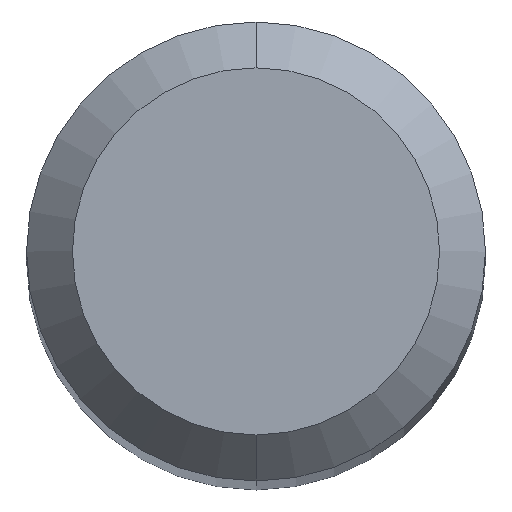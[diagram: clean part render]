
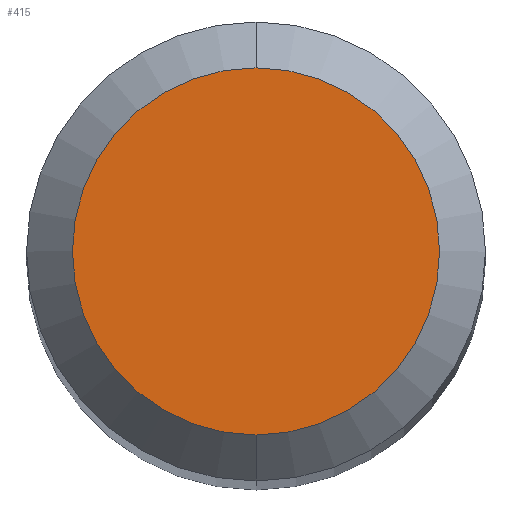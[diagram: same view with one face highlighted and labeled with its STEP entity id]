
A CAD part, top view. The second image highlights one B-rep face of the part: STEP entity #415.
In plain terms, the highlighted planar face has unit normal (0, 0, 1).
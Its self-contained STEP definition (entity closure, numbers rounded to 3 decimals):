
#187=VERTEX_POINT('',#496);
#211=VERTEX_POINT('',#521);
#221=EDGE_CURVE('',#211,#187,#531,.T.);
#401=EDGE_CURVE('',#187,#211,#730,.T.);
#415=ADVANCED_FACE('',(#745),#746,.T.);
#496=CARTESIAN_POINT('',(0.0,1.2,0.0));
#521=CARTESIAN_POINT('',(0.,-1.2,0.0));
#531=CIRCLE('',#910,1.2);
#730=CIRCLE('',#1308,1.2);
#745=FACE_OUTER_BOUND('',#1328,.T.);
#746=PLANE('',#1329);
#910=AXIS2_PLACEMENT_3D('',#1488,#1489,#1490);
#1308=AXIS2_PLACEMENT_3D('',#1723,#1724,#1725);
#1328=EDGE_LOOP('',(#1740,#1741));
#1329=AXIS2_PLACEMENT_3D('',#1742,#1743,#1744);
#1488=CARTESIAN_POINT('',(0.0,0.0,0.0));
#1489=DIRECTION('',(0.0,0.0,-1.0));
#1490=DIRECTION('',(0.0,1.0,0.0));
#1723=CARTESIAN_POINT('',(0.0,0.0,0.0));
#1724=DIRECTION('',(0.0,0.0,-1.0));
#1725=DIRECTION('',(0.0,1.0,0.0));
#1740=ORIENTED_EDGE('',*,*,#401,.F.);
#1741=ORIENTED_EDGE('',*,*,#221,.F.);
#1742=CARTESIAN_POINT('',(0.0,0.6,0.0));
#1743=DIRECTION('',(-0.0,0.0,1.0));
#1744=DIRECTION('',(0.0,-1.0,0.0));
